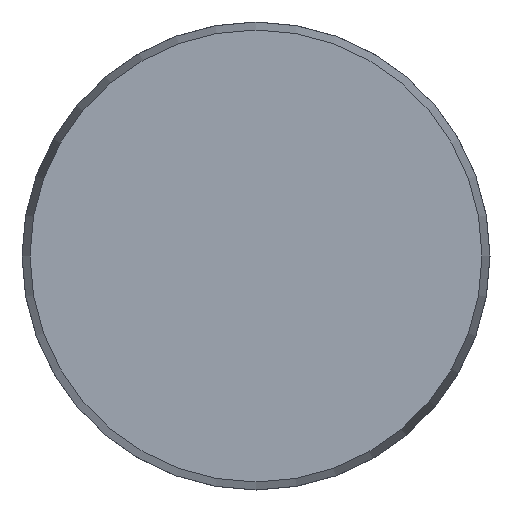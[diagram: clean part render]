
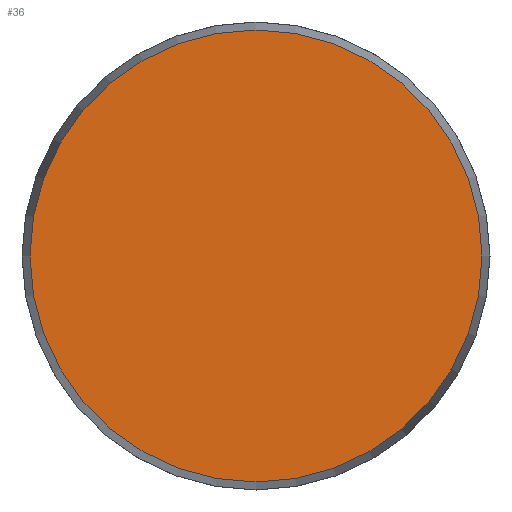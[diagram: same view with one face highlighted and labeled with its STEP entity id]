
A CAD part, front view. The second image highlights one B-rep face of the part: STEP entity #36.
In plain terms, the highlighted planar face has unit normal (0, -1, 0).
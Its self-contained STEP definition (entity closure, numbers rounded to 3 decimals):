
#36 = ADVANCED_FACE ( 'NONE', ( #468 ), #652, .F. ) ;
#38 = VERTEX_POINT ( 'NONE', #657 ) ;
#43 = DIRECTION ( 'NONE',  ( 0., -1., 0. ) ) ;
#97 = DIRECTION ( 'NONE',  ( 0., 1., 0. ) ) ;
#223 = DIRECTION ( 'NONE',  ( 0., 0., 1. ) ) ;
#281 = DIRECTION ( 'NONE',  ( 0., 0., -1. ) ) ;
#287 = CARTESIAN_POINT ( 'NONE',  ( -24.143, 0., 0. ) ) ;
#296 = ORIENTED_EDGE ( 'NONE', *, *, #442, .T. ) ;
#345 = CARTESIAN_POINT ( 'NONE',  ( 0., 0., 0. ) ) ;
#431 = AXIS2_PLACEMENT_3D ( 'NONE', #287, #97, #223 ) ;
#442 = EDGE_CURVE ( 'NONE', #38, #38, #805, .T. ) ;
#468 = FACE_OUTER_BOUND ( 'NONE', #693, .T. ) ;
#652 = PLANE ( 'NONE',  #431 ) ;
#657 = CARTESIAN_POINT ( 'NONE',  ( 0., 0., -24.143 ) ) ;
#693 = EDGE_LOOP ( 'NONE', ( #296 ) ) ;
#723 = AXIS2_PLACEMENT_3D ( 'NONE', #345, #43, #281 ) ;
#805 = CIRCLE ( 'NONE', #723, 24.143 ) ;
